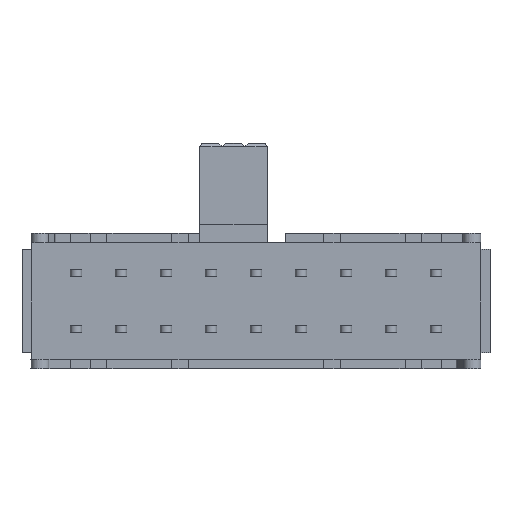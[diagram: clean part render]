
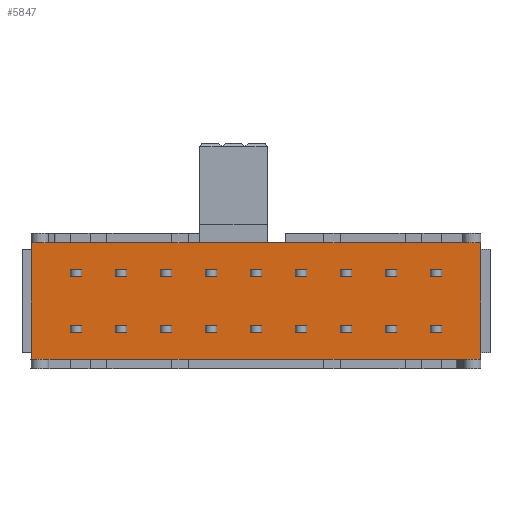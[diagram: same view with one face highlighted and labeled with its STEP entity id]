
A CAD part, front view. The second image highlights one B-rep face of the part: STEP entity #5847.
In plain terms, the highlighted planar face has unit normal (0, -1, 0).
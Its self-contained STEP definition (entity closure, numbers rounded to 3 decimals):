
#48 = CARTESIAN_POINT ( 'NONE',  ( -10., 0.7, -2.5 ) ) ;
#63 = EDGE_CURVE ( 'NONE', #150, #857, #3392, .T. ) ;
#150 = VERTEX_POINT ( 'NONE', #3042 ) ;
#234 = VERTEX_POINT ( 'NONE', #5166 ) ;
#239 = CARTESIAN_POINT ( 'NONE',  ( -9.9, 0.7, 2.6 ) ) ;
#247 = EDGE_CURVE ( 'NONE', #5803, #6250, #1609, .T. ) ;
#461 = DIRECTION ( 'NONE',  ( 0., 0., -1. ) ) ;
#618 = DIRECTION ( 'NONE',  ( -1., 0., 0. ) ) ;
#621 = EDGE_CURVE ( 'NONE', #7080, #150, #2708, .T. ) ;
#857 = VERTEX_POINT ( 'NONE', #48 ) ;
#895 = AXIS2_PLACEMENT_3D ( 'NONE', #3038, #7647, #3702 ) ;
#955 = CARTESIAN_POINT ( 'NONE',  ( -9.9, 0.7, -2.5 ) ) ;
#965 = EDGE_CURVE ( 'NONE', #5803, #4477, #8505, .T. ) ;
#1057 = CARTESIAN_POINT ( 'NONE',  ( -10., 0.7, 2.6 ) ) ;
#1172 = CARTESIAN_POINT ( 'NONE',  ( 10., 0.7, -2.6 ) ) ;
#1269 = DIRECTION ( 'NONE',  ( 0., -1., 0. ) ) ;
#1357 = AXIS2_PLACEMENT_3D ( 'NONE', #5253, #1269, #618 ) ;
#1572 = CARTESIAN_POINT ( 'NONE',  ( -9.9, 0.7, 2.5 ) ) ;
#1609 = CIRCLE ( 'NONE', #1357, 0.1 ) ;
#1821 = EDGE_CURVE ( 'NONE', #7080, #6250, #8070, .T. ) ;
#1950 = VERTEX_POINT ( 'NONE', #8292 ) ;
#2056 = ORIENTED_EDGE ( 'NONE', *, *, #4706, .T. ) ;
#2209 = ORIENTED_EDGE ( 'NONE', *, *, #63, .T. ) ;
#2221 = CARTESIAN_POINT ( 'NONE',  ( 10., 0.7, 2.6 ) ) ;
#2300 = AXIS2_PLACEMENT_3D ( 'NONE', #955, #4946, #5007 ) ;
#2708 = CIRCLE ( 'NONE', #5029, 0.1 ) ;
#2719 = CARTESIAN_POINT ( 'NONE',  ( 10., 0.7, 2.5 ) ) ;
#2753 = LINE ( 'NONE', #1172, #3171 ) ;
#2831 = DIRECTION ( 'NONE',  ( 0., 1., 0. ) ) ;
#2963 = VECTOR ( 'NONE', #461, 1000. ) ;
#3038 = CARTESIAN_POINT ( 'NONE',  ( 9.9, 0.7, -2.5 ) ) ;
#3042 = CARTESIAN_POINT ( 'NONE',  ( -10., 0.7, 2.5 ) ) ;
#3114 = AXIS2_PLACEMENT_3D ( 'NONE', #6257, #2831, #5505 ) ;
#3121 = VECTOR ( 'NONE', #5635, 1000. ) ;
#3148 = ORIENTED_EDGE ( 'NONE', *, *, #621, .T. ) ;
#3171 = VECTOR ( 'NONE', #6430, 1000. ) ;
#3326 = FACE_OUTER_BOUND ( 'NONE', #7354, .T. ) ;
#3382 = ORIENTED_EDGE ( 'NONE', *, *, #247, .T. ) ;
#3383 = EDGE_CURVE ( 'NONE', #1950, #4477, #6726, .T. ) ;
#3392 = LINE ( 'NONE', #1057, #2963 ) ;
#3702 = DIRECTION ( 'NONE',  ( -1., 0., 0. ) ) ;
#3847 = EDGE_CURVE ( 'NONE', #857, #234, #8342, .T. ) ;
#4095 = VECTOR ( 'NONE', #6800, 1000. ) ;
#4203 = DIRECTION ( 'NONE',  ( -1., 0., 0. ) ) ;
#4477 = VERTEX_POINT ( 'NONE', #4584 ) ;
#4584 = CARTESIAN_POINT ( 'NONE',  ( 10., 0.7, -2.5 ) ) ;
#4706 = EDGE_CURVE ( 'NONE', #234, #1950, #2753, .T. ) ;
#4946 = DIRECTION ( 'NONE',  ( 0., -1., 0. ) ) ;
#5007 = DIRECTION ( 'NONE',  ( -1., 0., 0. ) ) ;
#5029 = AXIS2_PLACEMENT_3D ( 'NONE', #1572, #5554, #4203 ) ;
#5166 = CARTESIAN_POINT ( 'NONE',  ( -9.9, 0.7, -2.6 ) ) ;
#5253 = CARTESIAN_POINT ( 'NONE',  ( 9.9, 0.7, 2.5 ) ) ;
#5344 = PLANE ( 'NONE',  #3114 ) ;
#5351 = CARTESIAN_POINT ( 'NONE',  ( 9.9, 0.7, 2.6 ) ) ;
#5505 = DIRECTION ( 'NONE',  ( -1., 0., 0. ) ) ;
#5554 = DIRECTION ( 'NONE',  ( 0., -1., 0. ) ) ;
#5635 = DIRECTION ( 'NONE',  ( 1., 0., 0. ) ) ;
#5803 = VERTEX_POINT ( 'NONE', #2719 ) ;
#5847 = ADVANCED_FACE ( 'NONE', ( #3326 ), #5344, .F. ) ;
#6250 = VERTEX_POINT ( 'NONE', #5351 ) ;
#6257 = CARTESIAN_POINT ( 'NONE',  ( 10., 0.7, 2.6 ) ) ;
#6430 = DIRECTION ( 'NONE',  ( 1., 0., 0. ) ) ;
#6609 = ORIENTED_EDGE ( 'NONE', *, *, #3383, .T. ) ;
#6726 = CIRCLE ( 'NONE', #895, 0.1 ) ;
#6800 = DIRECTION ( 'NONE',  ( 0., 0., -1. ) ) ;
#7080 = VERTEX_POINT ( 'NONE', #239 ) ;
#7207 = ORIENTED_EDGE ( 'NONE', *, *, #3847, .T. ) ;
#7354 = EDGE_LOOP ( 'NONE', ( #2056, #6609, #8547, #3382, #7791, #3148, #2209, #7207 ) ) ;
#7516 = CARTESIAN_POINT ( 'NONE',  ( 10., 0.7, 2.6 ) ) ;
#7647 = DIRECTION ( 'NONE',  ( 0., -1., 0. ) ) ;
#7791 = ORIENTED_EDGE ( 'NONE', *, *, #1821, .F. ) ;
#8070 = LINE ( 'NONE', #7516, #3121 ) ;
#8292 = CARTESIAN_POINT ( 'NONE',  ( 9.9, 0.7, -2.6 ) ) ;
#8342 = CIRCLE ( 'NONE', #2300, 0.1 ) ;
#8505 = LINE ( 'NONE', #2221, #4095 ) ;
#8547 = ORIENTED_EDGE ( 'NONE', *, *, #965, .F. ) ;
